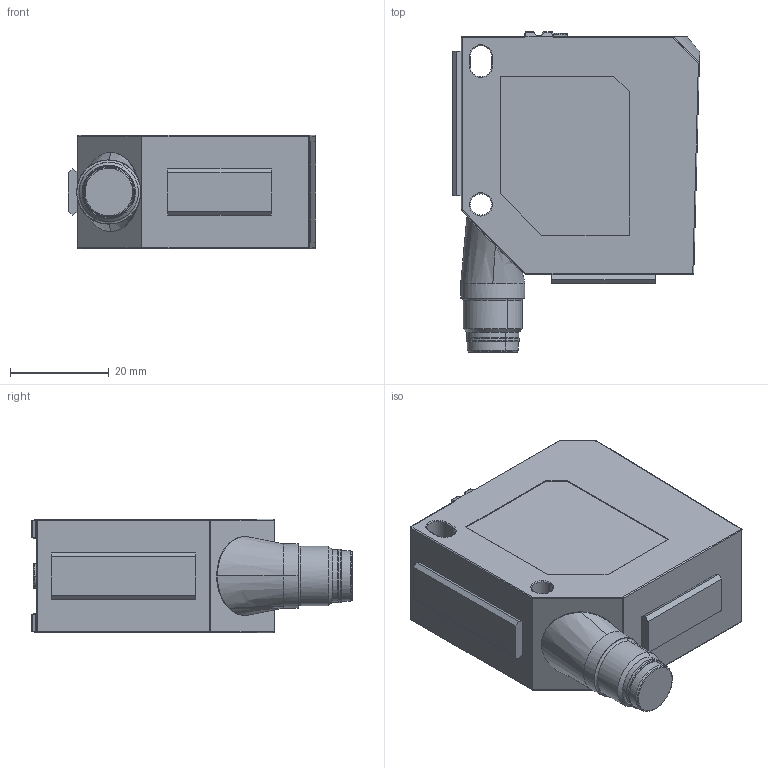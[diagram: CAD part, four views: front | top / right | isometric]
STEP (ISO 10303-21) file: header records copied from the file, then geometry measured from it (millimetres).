
FILE_DESCRIPTION(('STEP AP242'),'1');
FILE_NAME('sensor_xuk8tae1mm12.stp','2019-08-29T08:35:53',('TraceParts'),('TraceParts S.A.'),'Spatial InterOp 3D',' ',' ');
FILE_SCHEMA(('AP242_MANAGED_MODEL_BASED_3D_ENGINEERING_MIM_LF {1 0 10303 442 1 1 4}'));
Length unit declared in the file: millimetre
Products named in the file (1): sensor_xuk8tae1mm12
Bounding box: 50.07 x 64.95 x 23 mm (x, y, z)
Volume: 53182.4 mm3; surface area: 10283.7 mm2
Topology: 1 solids, 1 shells, 295 faces, 694 edges, 382 vertices
Faces by surface type: cylinder 106, plane 61, sphere 50, bspline 48, torus 20, cone 10
Entity records: 11705 total; most frequent: CARTESIAN_POINT 5407, ORIENTED_EDGE 1330, DIRECTION 1263, EDGE_CURVE 665, AXIS2_PLACEMENT_3D 497, VERTEX_POINT 382, EDGE_LOOP 309, ADVANCED_FACE 295
